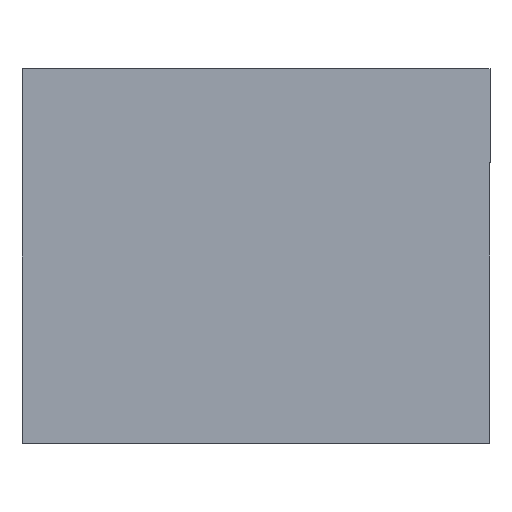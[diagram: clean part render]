
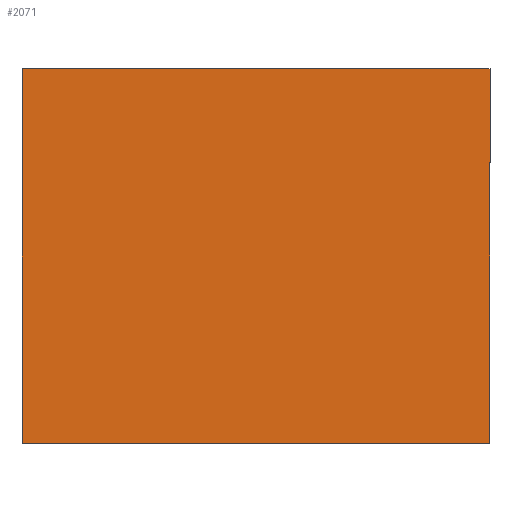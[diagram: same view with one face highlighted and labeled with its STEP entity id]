
A CAD part, front view. The second image highlights one B-rep face of the part: STEP entity #2071.
In plain terms, the highlighted planar face has unit normal (0, -1, 0).
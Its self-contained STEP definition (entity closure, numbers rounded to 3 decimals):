
#111 = VECTOR ( 'NONE', #675, 1000. ) ;
#210 = DIRECTION ( 'NONE',  ( 0., 0., 1. ) ) ;
#259 = VERTEX_POINT ( 'NONE', #1642 ) ;
#300 = LINE ( 'NONE', #1518, #1640 ) ;
#520 = LINE ( 'NONE', #2322, #111 ) ;
#538 = ORIENTED_EDGE ( 'NONE', *, *, #1763, .F. ) ;
#623 = ORIENTED_EDGE ( 'NONE', *, *, #1859, .F. ) ;
#675 = DIRECTION ( 'NONE',  ( 0., 0., -1. ) ) ;
#683 = EDGE_CURVE ( 'NONE', #919, #2076, #300, .T. ) ;
#811 = EDGE_LOOP ( 'NONE', ( #538, #1874, #623, #2361 ) ) ;
#919 = VERTEX_POINT ( 'NONE', #1615 ) ;
#950 = DIRECTION ( 'NONE',  ( 0., -1., 0. ) ) ;
#1139 = CARTESIAN_POINT ( 'NONE',  ( 0., 0., -40. ) ) ;
#1164 = DIRECTION ( 'NONE',  ( -1., 0., 0. ) ) ;
#1384 = CARTESIAN_POINT ( 'NONE',  ( 0., 0., 0. ) ) ;
#1436 = VECTOR ( 'NONE', #210, 1000. ) ;
#1518 = CARTESIAN_POINT ( 'NONE',  ( 0., 0., 0. ) ) ;
#1529 = VERTEX_POINT ( 'NONE', #1715 ) ;
#1601 = PLANE ( 'NONE',  #1773 ) ;
#1615 = CARTESIAN_POINT ( 'NONE',  ( 0., 0., 0. ) ) ;
#1640 = VECTOR ( 'NONE', #1959, 1000. ) ;
#1642 = CARTESIAN_POINT ( 'NONE',  ( 0., 0., -40. ) ) ;
#1715 = CARTESIAN_POINT ( 'NONE',  ( 50., 0., -40. ) ) ;
#1743 = LINE ( 'NONE', #1139, #2150 ) ;
#1763 = EDGE_CURVE ( 'NONE', #259, #919, #2473, .T. ) ;
#1773 = AXIS2_PLACEMENT_3D ( 'NONE', #1384, #950, #2149 ) ;
#1843 = CARTESIAN_POINT ( 'NONE',  ( 0., 0., 0. ) ) ;
#1859 = EDGE_CURVE ( 'NONE', #2076, #1529, #520, .T. ) ;
#1874 = ORIENTED_EDGE ( 'NONE', *, *, #2094, .F. ) ;
#1959 = DIRECTION ( 'NONE',  ( 1., 0., 0. ) ) ;
#2071 = ADVANCED_FACE ( 'NONE', ( #2572 ), #1601, .T. ) ;
#2076 = VERTEX_POINT ( 'NONE', #2161 ) ;
#2094 = EDGE_CURVE ( 'NONE', #1529, #259, #1743, .T. ) ;
#2149 = DIRECTION ( 'NONE',  ( 0., 0., -1. ) ) ;
#2150 = VECTOR ( 'NONE', #1164, 1000. ) ;
#2161 = CARTESIAN_POINT ( 'NONE',  ( 50., 0., 0. ) ) ;
#2322 = CARTESIAN_POINT ( 'NONE',  ( 50., 0., 0. ) ) ;
#2361 = ORIENTED_EDGE ( 'NONE', *, *, #683, .F. ) ;
#2473 = LINE ( 'NONE', #1843, #1436 ) ;
#2572 = FACE_OUTER_BOUND ( 'NONE', #811, .T. ) ;
